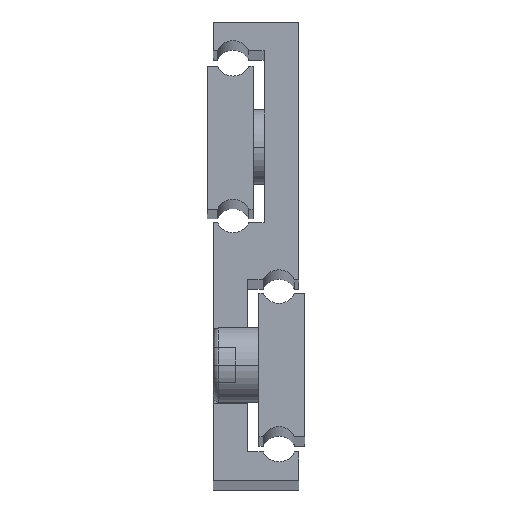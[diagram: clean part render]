
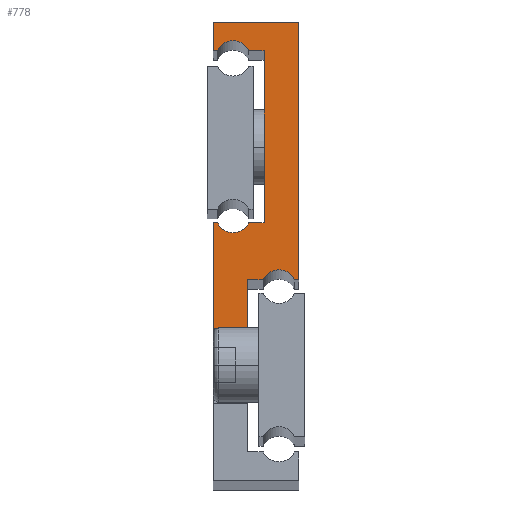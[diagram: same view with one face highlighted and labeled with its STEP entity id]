
A CAD part, top view. The second image highlights one B-rep face of the part: STEP entity #778.
In plain terms, the highlighted planar face has unit normal (0, 0, 1).
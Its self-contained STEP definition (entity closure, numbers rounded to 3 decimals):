
#7 = VECTOR ( 'NONE', #1069, 1000. ) ;
#33 = CARTESIAN_POINT ( 'NONE',  ( 0., 26.5, 475. ) ) ;
#47 = CIRCLE ( 'NONE', #1882, 3. ) ;
#55 = ORIENTED_EDGE ( 'NONE', *, *, #1689, .T. ) ;
#59 = ORIENTED_EDGE ( 'NONE', *, *, #2215, .T. ) ;
#79 = ORIENTED_EDGE ( 'NONE', *, *, #1335, .T. ) ;
#96 = CARTESIAN_POINT ( 'NONE',  ( 3.5, 73.75, 475. ) ) ;
#107 = DIRECTION ( 'NONE',  ( 0., 1., 0. ) ) ;
#118 = EDGE_CURVE ( 'NONE', #926, #1223, #1013, .T. ) ;
#133 = ORIENTED_EDGE ( 'NONE', *, *, #2042, .T. ) ;
#136 = DIRECTION ( 'NONE',  ( -1., 0., 0. ) ) ;
#177 = LINE ( 'NONE', #1012, #1487 ) ;
#178 = EDGE_CURVE ( 'NONE', #678, #1610, #2137, .T. ) ;
#184 = LINE ( 'NONE', #33, #774 ) ;
#198 = DIRECTION ( 'NONE',  ( 1., 0., 0. ) ) ;
#211 = CARTESIAN_POINT ( 'NONE',  ( 6.227, 45., 475. ) ) ;
#257 = LINE ( 'NONE', #1122, #1849 ) ;
#294 = DIRECTION ( 'NONE',  ( 0., 0., -1. ) ) ;
#365 = VECTOR ( 'NONE', #1685, 1000. ) ;
#368 = CARTESIAN_POINT ( 'NONE',  ( 0., 45., 475. ) ) ;
#397 = AXIS2_PLACEMENT_3D ( 'NONE', #96, #791, #1992 ) ;
#404 = ORIENTED_EDGE ( 'NONE', *, *, #1520, .T. ) ;
#409 = ORIENTED_EDGE ( 'NONE', *, *, #937, .T. ) ;
#421 = ORIENTED_EDGE ( 'NONE', *, *, #118, .T. ) ;
#439 = VECTOR ( 'NONE', #1479, 1000. ) ;
#443 = AXIS2_PLACEMENT_3D ( 'NONE', #781, #960, #2117 ) ;
#446 = CARTESIAN_POINT ( 'NONE',  ( 6.227, 45., 475. ) ) ;
#463 = CARTESIAN_POINT ( 'NONE',  ( 11.5, 33.75, 475. ) ) ;
#466 = LINE ( 'NONE', #984, #1525 ) ;
#547 = EDGE_CURVE ( 'NONE', #1703, #634, #1754, .T. ) ;
#602 = VERTEX_POINT ( 'NONE', #2152 ) ;
#604 = DIRECTION ( 'NONE',  ( 0., -1., 0. ) ) ;
#634 = VERTEX_POINT ( 'NONE', #674 ) ;
#641 = ORIENTED_EDGE ( 'NONE', *, *, #1110, .T. ) ;
#657 = EDGE_CURVE ( 'NONE', #2213, #776, #969, .T. ) ;
#674 = CARTESIAN_POINT ( 'NONE',  ( 6.227, 75., 475. ) ) ;
#678 = VERTEX_POINT ( 'NONE', #1153 ) ;
#682 = CARTESIAN_POINT ( 'NONE',  ( 14.227, 35., 475. ) ) ;
#728 = CARTESIAN_POINT ( 'NONE',  ( 15., 80., 475. ) ) ;
#754 = CARTESIAN_POINT ( 'NONE',  ( 6., 5., 475. ) ) ;
#761 = LINE ( 'NONE', #904, #1532 ) ;
#774 = VECTOR ( 'NONE', #1072, 1000. ) ;
#776 = VERTEX_POINT ( 'NONE', #932 ) ;
#778 = ADVANCED_FACE ( 'NONE', ( #1659 ), #1295, .F. ) ;
#781 = CARTESIAN_POINT ( 'NONE',  ( 3.5, 46.25, 475. ) ) ;
#784 = DIRECTION ( 'NONE',  ( 0., -1., 0. ) ) ;
#791 = DIRECTION ( 'NONE',  ( 0., 0., -1. ) ) ;
#814 = CARTESIAN_POINT ( 'NONE',  ( 3.5, 46.25, 475. ) ) ;
#844 = DIRECTION ( 'NONE',  ( 1., 0., 0. ) ) ;
#902 = ORIENTED_EDGE ( 'NONE', *, *, #1905, .T. ) ;
#904 = CARTESIAN_POINT ( 'NONE',  ( 0., 0., 475. ) ) ;
#911 = VECTOR ( 'NONE', #2053, 1000. ) ;
#921 = CARTESIAN_POINT ( 'NONE',  ( 6., 35., 475. ) ) ;
#926 = VERTEX_POINT ( 'NONE', #1179 ) ;
#932 = CARTESIAN_POINT ( 'NONE',  ( 15., 35., 475. ) ) ;
#937 = EDGE_CURVE ( 'NONE', #634, #1868, #177, .T. ) ;
#960 = DIRECTION ( 'NONE',  ( 0., 0., -1. ) ) ;
#969 = LINE ( 'NONE', #1645, #439 ) ;
#984 = CARTESIAN_POINT ( 'NONE',  ( 0., 75., 475. ) ) ;
#1010 = VERTEX_POINT ( 'NONE', #1921 ) ;
#1012 = CARTESIAN_POINT ( 'NONE',  ( 6.227, 75., 475. ) ) ;
#1013 = LINE ( 'NONE', #1996, #365 ) ;
#1014 = CARTESIAN_POINT ( 'NONE',  ( 0.773, 45., 475. ) ) ;
#1062 = VERTEX_POINT ( 'NONE', #728 ) ;
#1069 = DIRECTION ( 'NONE',  ( -1., 0., 0. ) ) ;
#1072 = DIRECTION ( 'NONE',  ( 1., 0., 0. ) ) ;
#1079 = CARTESIAN_POINT ( 'NONE',  ( 0., 45., 475. ) ) ;
#1101 = AXIS2_PLACEMENT_3D ( 'NONE', #814, #1492, #136 ) ;
#1103 = CARTESIAN_POINT ( 'NONE',  ( 0., 75., 475. ) ) ;
#1110 = EDGE_CURVE ( 'NONE', #1010, #678, #184, .T. ) ;
#1122 = CARTESIAN_POINT ( 'NONE',  ( 8.9, 75., 475. ) ) ;
#1153 = CARTESIAN_POINT ( 'NONE',  ( 6., 26.5, 475. ) ) ;
#1162 = DIRECTION ( 'NONE',  ( -1., 0., 0. ) ) ;
#1179 = CARTESIAN_POINT ( 'NONE',  ( 0., 80., 475. ) ) ;
#1183 = EDGE_LOOP ( 'NONE', ( #2141, #641, #2122, #902, #1438, #1863, #133, #59, #421, #79, #1826, #409, #55, #2032, #1903, #404 ) ) ;
#1223 = VERTEX_POINT ( 'NONE', #1103 ) ;
#1224 = LINE ( 'NONE', #1079, #7 ) ;
#1248 = VECTOR ( 'NONE', #1810, 1000. ) ;
#1295 = PLANE ( 'NONE',  #443 ) ;
#1335 = EDGE_CURVE ( 'NONE', #1223, #1703, #466, .T. ) ;
#1354 = LINE ( 'NONE', #2038, #1248 ) ;
#1384 = CARTESIAN_POINT ( 'NONE',  ( 8.773, 35., 475. ) ) ;
#1438 = ORIENTED_EDGE ( 'NONE', *, *, #1750, .T. ) ;
#1479 = DIRECTION ( 'NONE',  ( 1., 0., 0. ) ) ;
#1487 = VECTOR ( 'NONE', #844, 1000. ) ;
#1492 = DIRECTION ( 'NONE',  ( 0., 0., -1. ) ) ;
#1504 = EDGE_CURVE ( 'NONE', #602, #2052, #1558, .T. ) ;
#1512 = VECTOR ( 'NONE', #107, 1000. ) ;
#1513 = VERTEX_POINT ( 'NONE', #368 ) ;
#1520 = EDGE_CURVE ( 'NONE', #2107, #1513, #1224, .T. ) ;
#1525 = VECTOR ( 'NONE', #1877, 1000. ) ;
#1532 = VECTOR ( 'NONE', #784, 1000. ) ;
#1558 = LINE ( 'NONE', #211, #911 ) ;
#1610 = VERTEX_POINT ( 'NONE', #921 ) ;
#1645 = CARTESIAN_POINT ( 'NONE',  ( 15., 35., 475. ) ) ;
#1659 = FACE_OUTER_BOUND ( 'NONE', #1183, .T. ) ;
#1685 = DIRECTION ( 'NONE',  ( 0., -1., 0. ) ) ;
#1689 = EDGE_CURVE ( 'NONE', #1868, #602, #257, .T. ) ;
#1703 = VERTEX_POINT ( 'NONE', #1783 ) ;
#1734 = VECTOR ( 'NONE', #198, 1000. ) ;
#1745 = CARTESIAN_POINT ( 'NONE',  ( 8.773, 35., 475. ) ) ;
#1750 = EDGE_CURVE ( 'NONE', #2054, #2213, #47, .T. ) ;
#1754 = CIRCLE ( 'NONE', #397, 3. ) ;
#1781 = CARTESIAN_POINT ( 'NONE',  ( 15., 80., 475. ) ) ;
#1783 = CARTESIAN_POINT ( 'NONE',  ( 0.773, 75., 475. ) ) ;
#1810 = DIRECTION ( 'NONE',  ( -1., 0., 0. ) ) ;
#1813 = CIRCLE ( 'NONE', #1101, 3. ) ;
#1826 = ORIENTED_EDGE ( 'NONE', *, *, #547, .T. ) ;
#1849 = VECTOR ( 'NONE', #604, 1000. ) ;
#1863 = ORIENTED_EDGE ( 'NONE', *, *, #657, .T. ) ;
#1868 = VERTEX_POINT ( 'NONE', #2000 ) ;
#1875 = EDGE_CURVE ( 'NONE', #2052, #2107, #1813, .T. ) ;
#1877 = DIRECTION ( 'NONE',  ( 1., 0., 0. ) ) ;
#1882 = AXIS2_PLACEMENT_3D ( 'NONE', #463, #294, #1162 ) ;
#1893 = VECTOR ( 'NONE', #2146, 1000. ) ;
#1903 = ORIENTED_EDGE ( 'NONE', *, *, #1875, .T. ) ;
#1905 = EDGE_CURVE ( 'NONE', #1610, #2054, #2059, .T. ) ;
#1921 = CARTESIAN_POINT ( 'NONE',  ( 0., 26.5, 475. ) ) ;
#1992 = DIRECTION ( 'NONE',  ( 1., 0., 0. ) ) ;
#1996 = CARTESIAN_POINT ( 'NONE',  ( 0., 80., 475. ) ) ;
#2000 = CARTESIAN_POINT ( 'NONE',  ( 8.9, 75., 475. ) ) ;
#2032 = ORIENTED_EDGE ( 'NONE', *, *, #1504, .T. ) ;
#2037 = EDGE_CURVE ( 'NONE', #1513, #1010, #761, .T. ) ;
#2038 = CARTESIAN_POINT ( 'NONE',  ( 15., 80., 475. ) ) ;
#2042 = EDGE_CURVE ( 'NONE', #776, #1062, #2121, .T. ) ;
#2052 = VERTEX_POINT ( 'NONE', #446 ) ;
#2053 = DIRECTION ( 'NONE',  ( -1., 0., 0. ) ) ;
#2054 = VERTEX_POINT ( 'NONE', #1745 ) ;
#2059 = LINE ( 'NONE', #1384, #1734 ) ;
#2107 = VERTEX_POINT ( 'NONE', #1014 ) ;
#2117 = DIRECTION ( 'NONE',  ( -1., 0., 0. ) ) ;
#2121 = LINE ( 'NONE', #1781, #1893 ) ;
#2122 = ORIENTED_EDGE ( 'NONE', *, *, #178, .T. ) ;
#2137 = LINE ( 'NONE', #754, #1512 ) ;
#2141 = ORIENTED_EDGE ( 'NONE', *, *, #2037, .T. ) ;
#2146 = DIRECTION ( 'NONE',  ( 0., 1., 0. ) ) ;
#2152 = CARTESIAN_POINT ( 'NONE',  ( 8.9, 45., 475. ) ) ;
#2213 = VERTEX_POINT ( 'NONE', #682 ) ;
#2215 = EDGE_CURVE ( 'NONE', #1062, #926, #1354, .T. ) ;
